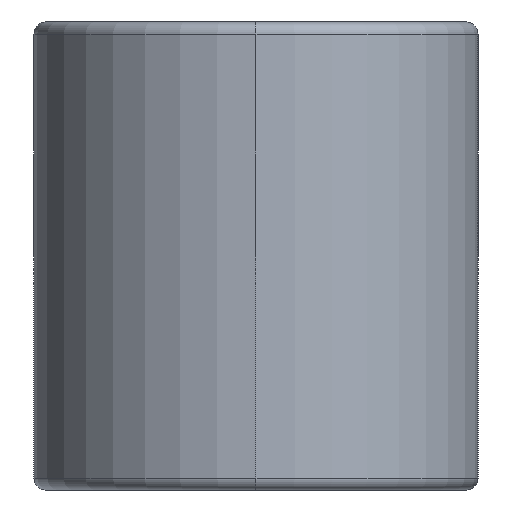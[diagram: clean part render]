
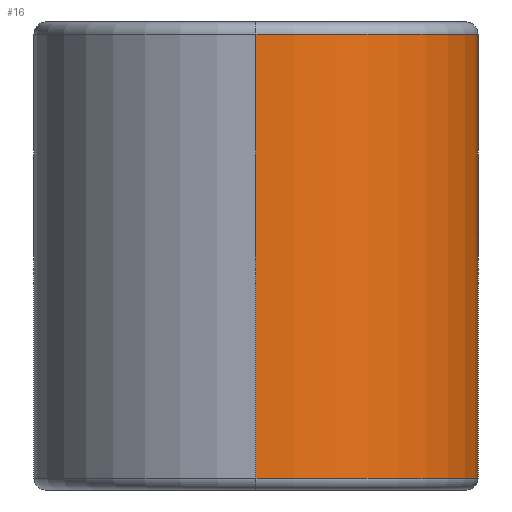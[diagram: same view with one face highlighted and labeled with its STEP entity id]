
A CAD part, left-side view. The second image highlights one B-rep face of the part: STEP entity #16.
In plain terms, the highlighted cylindrical face has radius 3.7 mm (diameter 7.4 mm), a partial arc.
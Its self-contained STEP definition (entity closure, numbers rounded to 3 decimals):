
#16 = ADVANCED_FACE ( 'NONE', ( #2144 ), #2183, .T. ) ;
#1280 = CARTESIAN_POINT ( 'NONE',  ( -3.7, 0., 0.2 ) ) ;
#1495 = CARTESIAN_POINT ( 'NONE',  ( -3.7, 0., 7.6 ) ) ;
#1806 = EDGE_LOOP ( 'NONE', ( #3920, #3922, #3924, #3926 ) ) ;
#1844 = VERTEX_POINT ( 'NONE', #7082 ) ;
#1871 = VERTEX_POINT ( 'NONE', #7095 ) ;
#2144 = FACE_OUTER_BOUND ( 'NONE', #1806, .T. ) ;
#2183 = CYLINDRICAL_SURFACE ( 'NONE', #5155, 3.7 ) ;
#2675 = VECTOR ( 'NONE', #7517, 1000. ) ;
#2698 = CIRCLE ( 'NONE', #6176, 3.7 ) ;
#2702 = VECTOR ( 'NONE', #4549, 1000. ) ;
#2745 = CIRCLE ( 'NONE', #6210, 3.7 ) ;
#2765 = LINE ( 'NONE', #7510, #2675 ) ;
#2788 = LINE ( 'NONE', #4548, #2702 ) ;
#3920 = ORIENTED_EDGE ( 'NONE', *, *, #7750, .F. ) ;
#3922 = ORIENTED_EDGE ( 'NONE', *, *, #7748, .T. ) ;
#3924 = ORIENTED_EDGE ( 'NONE', *, *, #7790, .T. ) ;
#3926 = ORIENTED_EDGE ( 'NONE', *, *, #7745, .F. ) ;
#4548 = CARTESIAN_POINT ( 'NONE',  ( -3.7, 0., 3.9 ) ) ;
#4549 = DIRECTION ( 'NONE',  ( 0., 0., -1. ) ) ;
#4561 = CARTESIAN_POINT ( 'NONE',  ( 0., 0., 7.6 ) ) ;
#4562 = DIRECTION ( 'NONE',  ( 0., 0., 1. ) ) ;
#4563 = DIRECTION ( 'NONE',  ( -1., 0., 0. ) ) ;
#4858 = CARTESIAN_POINT ( 'NONE',  ( 0., 0., 0.2 ) ) ;
#4859 = DIRECTION ( 'NONE',  ( 0., 0., 1. ) ) ;
#4860 = DIRECTION ( 'NONE',  ( -1., 0., 0. ) ) ;
#5155 = AXIS2_PLACEMENT_3D ( 'NONE', #6982, #6983, #6981 ) ;
#6176 = AXIS2_PLACEMENT_3D ( 'NONE', #4561, #4562, #4563 ) ;
#6210 = AXIS2_PLACEMENT_3D ( 'NONE', #4858, #4859, #4860 ) ;
#6981 = DIRECTION ( 'NONE',  ( -1., 0., 0. ) ) ;
#6982 = CARTESIAN_POINT ( 'NONE',  ( 0., 0., 3.9 ) ) ;
#6983 = DIRECTION ( 'NONE',  ( 0., 0., -1. ) ) ;
#7082 = CARTESIAN_POINT ( 'NONE',  ( 0., -3.7, 7.6 ) ) ;
#7095 = CARTESIAN_POINT ( 'NONE',  ( 0., -3.7, 0.2 ) ) ;
#7510 = CARTESIAN_POINT ( 'NONE',  ( 0., -3.7, 3.9 ) ) ;
#7517 = DIRECTION ( 'NONE',  ( 0., 0., -1. ) ) ;
#7745 = EDGE_CURVE ( 'NONE', #1844, #1871, #2765, .T. ) ;
#7748 = EDGE_CURVE ( 'NONE', #10166, #9338, #2788, .T. ) ;
#7750 = EDGE_CURVE ( 'NONE', #10166, #1844, #2698, .T. ) ;
#7790 = EDGE_CURVE ( 'NONE', #9338, #1871, #2745, .T. ) ;
#9338 = VERTEX_POINT ( 'NONE', #1280 ) ;
#10166 = VERTEX_POINT ( 'NONE', #1495 ) ;
